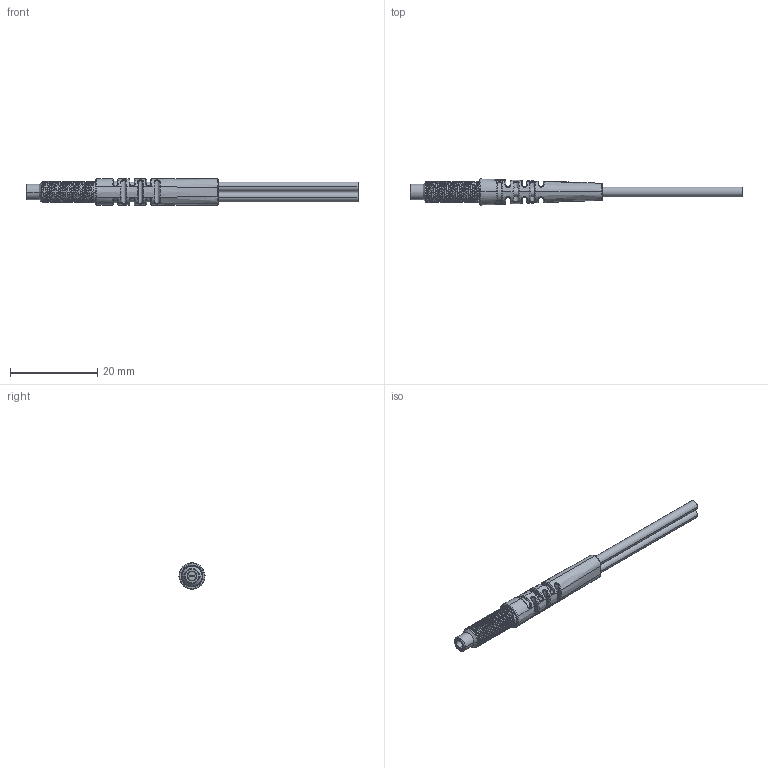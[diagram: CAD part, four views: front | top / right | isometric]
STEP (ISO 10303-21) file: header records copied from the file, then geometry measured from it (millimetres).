
FILE_DESCRIPTION((''),'2;1');
FILE_NAME('PRC5Y10_ASM','2020-06-06T16:33:01',('Administrator'),(''),'CREO PARAMETRIC BY PTC INC, 2018400','CREO PARAMETRIC BY PTC INC, 2018400','');
FILE_SCHEMA(('AUTOMOTIVE_DESIGN { 1 0 10303 214 1 1 1 1 }'));
Length unit declared in the file: millimetre
Products named in the file (5): BOJKE-M5__; 22-XIAN__; PRM6___; 22XIAN___ASM; PRC5Y10_ASM
Assembly tree (4 placements, depth 3):
  PRC5Y10_ASM
    BOJKE-M5__
    22XIAN___ASM
      22-XIAN__
      PRM6___
Bounding box: 76 x 5.98 x 6 mm (x, y, z)
Volume: 1047.1 mm3; surface area: 2334.1 mm2
Topology: 4 solids, 4 shells, 323 faces, 822 edges, 510 vertices
Faces by surface type: bspline 151, cylinder 82, extrusion 46, plane 38, cone 6
Entity records: 28189 total; most frequent: CARTESIAN_POINT 19798, ORIENTED_EDGE 1644, EDGE_CURVE 822, DIRECTION 788, PRESENTATION_STYLE_ASSIGNMENT 591, STYLED_ITEM 591, CURVE_STYLE 588, B_SPLINE_CURVE_WITH_KNOTS 547
